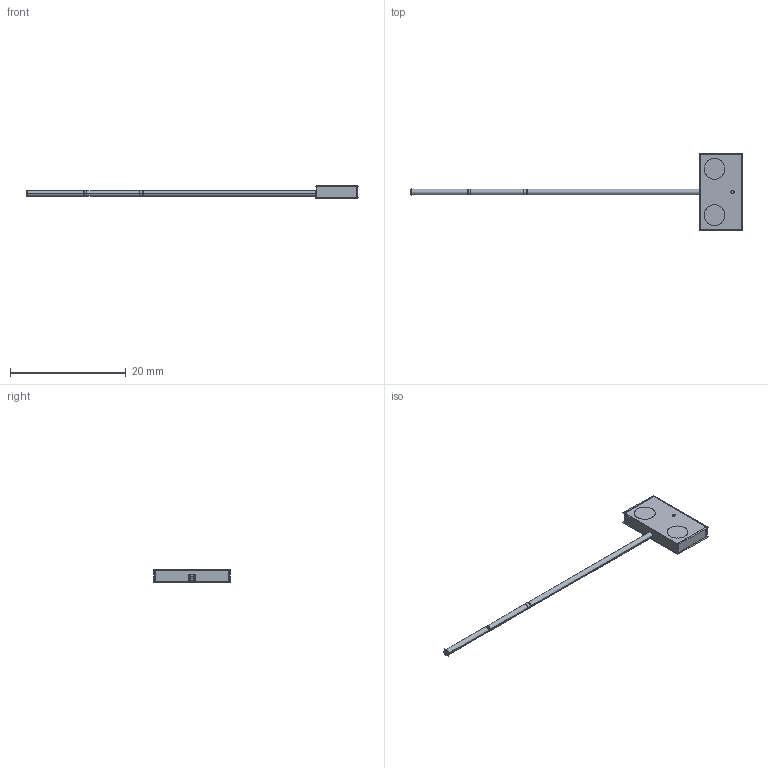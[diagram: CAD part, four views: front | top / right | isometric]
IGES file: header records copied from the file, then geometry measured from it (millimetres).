
Start section:  PTC IGES file: 193342.igs
Global section: file name: 193342.igs; native system: Creo Parametric by Parametric Technology Corporation; preprocessor: 2013230; author: pdmadmin; organization: Unknown; date: 20160217.161345; units: millimetre
Bounding box: 57.45 x 13.47 x 2.11 mm (x, y, z)
Volume: 184 mm3; surface area: 2455.6 mm2
Topology: 2 solids, 3 shells, 82 faces, 430 edges, 560 vertices
Faces by surface type: revolution 48, bspline 34
